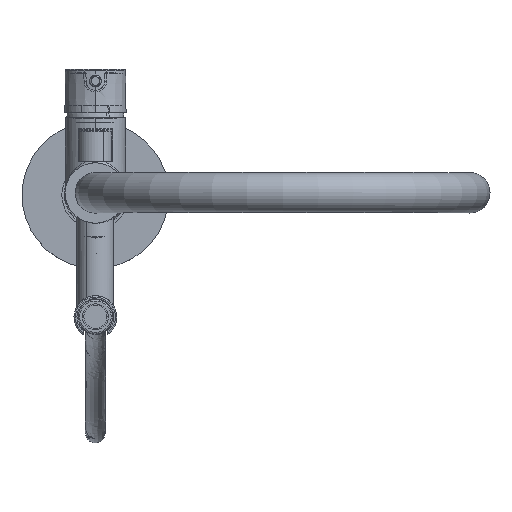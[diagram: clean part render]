
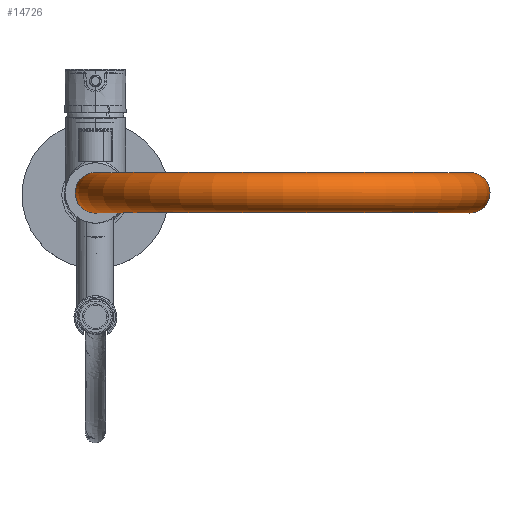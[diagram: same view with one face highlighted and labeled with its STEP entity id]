
A CAD part, top view. The second image highlights one B-rep face of the part: STEP entity #14726.
In plain terms, the highlighted toroidal (fillet/blend) face has major radius 130 mm and minor radius 14 mm.
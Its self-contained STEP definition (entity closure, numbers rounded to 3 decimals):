
#14643=CARTESIAN_POINT('Vertex',(260.,14.,281.8)) ;
#14648=CARTESIAN_POINT('Axis2P3D Location',(260.,0.,281.8)) ;
#14652=CARTESIAN_POINT('Vertex',(260.,-14.,281.8)) ;
#14696=CARTESIAN_POINT('Axis2P3D Location',(130.,0.,281.8)) ;
#14701=CARTESIAN_POINT('Axis2P3D Location',(0.,0.,281.8)) ;
#14705=CARTESIAN_POINT('Vertex',(0.,14.,281.8)) ;
#14707=CARTESIAN_POINT('Vertex',(0.,-14.,281.8)) ;
#14710=CARTESIAN_POINT('Axis2P3D Location',(130.,-14.,281.8)) ;
#14715=CARTESIAN_POINT('Axis2P3D Location',(130.,14.,281.8)) ;
#14649=DIRECTION('Axis2P3D Direction',(-0.,-0.,-1.)) ;
#14697=DIRECTION('Axis2P3D Direction',(0.,-1.,0.)) ;
#14698=DIRECTION('Axis2P3D XDirection',(1.,0.,0.)) ;
#14702=DIRECTION('Axis2P3D Direction',(0.,0.,1.)) ;
#14711=DIRECTION('Axis2P3D Direction',(0.,-1.,0.)) ;
#14716=DIRECTION('Axis2P3D Direction',(0.,-1.,0.)) ;
#14650=AXIS2_PLACEMENT_3D('Circle Axis2P3D',#14648,#14649,$) ;
#14699=AXIS2_PLACEMENT_3D('Torus Axis2P3D',#14696,#14697,#14698) ;
#14703=AXIS2_PLACEMENT_3D('Circle Axis2P3D',#14701,#14702,$) ;
#14712=AXIS2_PLACEMENT_3D('Circle Axis2P3D',#14710,#14711,$) ;
#14717=AXIS2_PLACEMENT_3D('Circle Axis2P3D',#14715,#14716,$) ;
#14651=CIRCLE('generated circle',#14650,14.) ;
#14704=CIRCLE('generated circle',#14703,14.) ;
#14713=CIRCLE('generated circle',#14712,130.) ;
#14718=CIRCLE('generated circle',#14717,130.) ;
#14700=TOROIDAL_SURFACE('homeo Torus',#14699,130.,14.) ;
#14654=EDGE_CURVE('',#14644,#14653,#14651,.T.) ;
#14709=EDGE_CURVE('',#14706,#14708,#14704,.T.) ;
#14714=EDGE_CURVE('',#14653,#14708,#14713,.T.) ;
#14719=EDGE_CURVE('',#14644,#14706,#14718,.T.) ;
#14721=ORIENTED_EDGE('',*,*,#14709,.T.) ;
#14722=ORIENTED_EDGE('',*,*,#14714,.F.) ;
#14723=ORIENTED_EDGE('',*,*,#14654,.F.) ;
#14724=ORIENTED_EDGE('',*,*,#14719,.T.) ;
#14720=EDGE_LOOP('',(#14721,#14722,#14723,#14724)) ;
#14644=VERTEX_POINT('',#14643) ;
#14653=VERTEX_POINT('',#14652) ;
#14706=VERTEX_POINT('',#14705) ;
#14708=VERTEX_POINT('',#14707) ;
#14726=ADVANCED_FACE('Product1_AllCATPart.1\\PartBody',(#14725),#14700,.T.) ;
#14725=FACE_OUTER_BOUND('',#14720,.T.) ;
